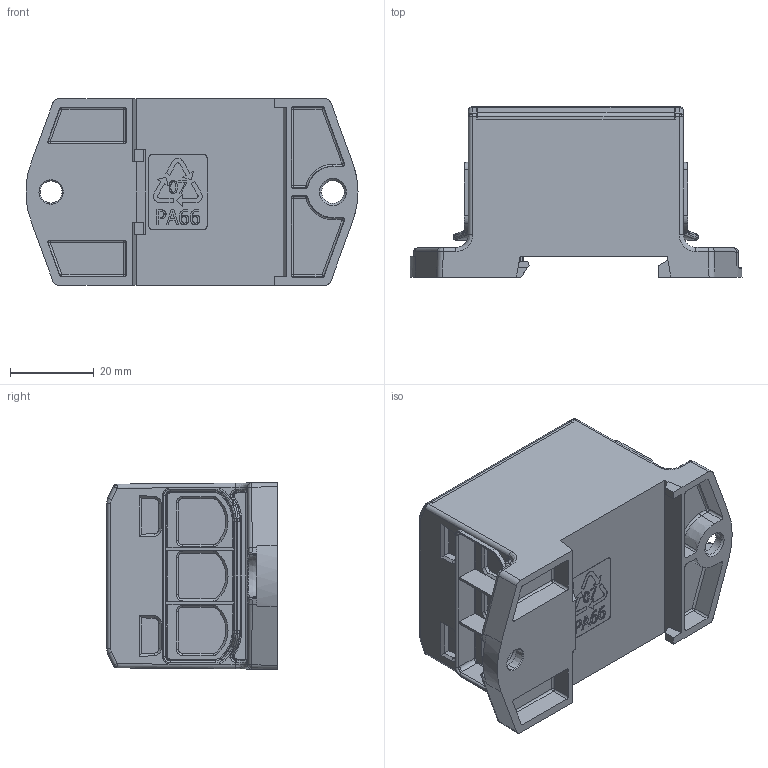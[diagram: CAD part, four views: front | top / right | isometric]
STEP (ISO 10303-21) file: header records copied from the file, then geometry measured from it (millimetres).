
FILE_DESCRIPTION(('Creo Elements/Direct Modeling STEP Export'),'2;1');
FILE_NAME('VC05-0233_OTL 3x50 Grey.stp','2023-02-27T13:40:53',(''),(''),'Creo Elements/Direct Modeling STEP processor for AP214 (Solid Model)','Creo Elements/Direct Modeling 20.1D 10-Oct-2020 (C) Parametric Technology GmbH','');
FILE_SCHEMA(('AUTOMOTIVE_DESIGN { 1 0 10303 214 1 1 1 1 }'));
Products named in the file (1): Kotelo_OTL_3x50
Bounding box: 79.45 x 40.83 x 44.64 mm (x, y, z)
Volume: 78934.7 mm3; surface area: 20329.1 mm2
Topology: 1 solids, 1 shells, 2171 faces, 5858 edges, 3756 vertices
Faces by surface type: plane 1497, cylinder 313, bspline 172, cone 88, extrusion 58, torus 27, sphere 16
Entity records: 87973 total; most frequent: CARTESIAN_POINT 36116, ORIENTED_EDGE 11676, DIRECTION 9303, EDGE_CURVE 5838, VECTOR 4585, LINE 4527, VERTEX_POINT 3756, AXIS2_PLACEMENT_3D 2359
